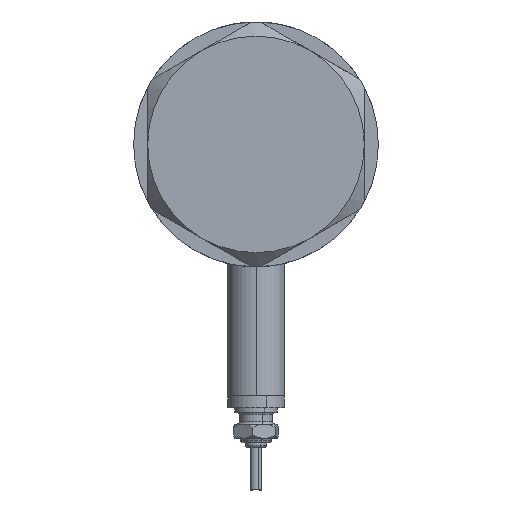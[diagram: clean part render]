
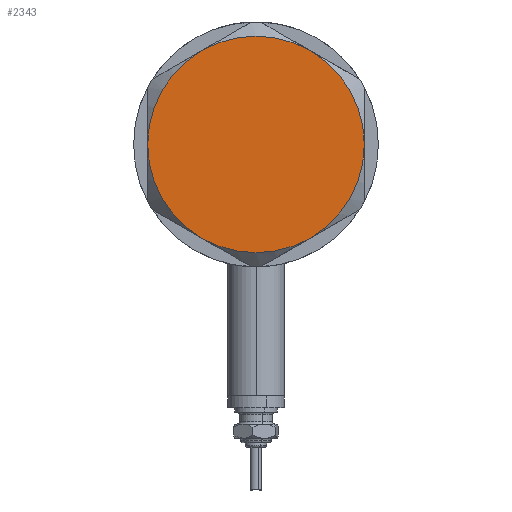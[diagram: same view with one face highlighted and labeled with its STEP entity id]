
A CAD part, left-side view. The second image highlights one B-rep face of the part: STEP entity #2343.
In plain terms, the highlighted face is planar.
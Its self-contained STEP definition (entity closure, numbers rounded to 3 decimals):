
#199 = AXIS2_PLACEMENT_3D ( 'NONE', #3042, #5014, #3973 ) ;
#411 = CARTESIAN_POINT ( 'NONE',  ( 0., 0., 9. ) ) ;
#496 = DIRECTION ( 'NONE',  ( 1., 0., 0. ) ) ;
#531 = DIRECTION ( 'NONE',  ( 0., 0., 1. ) ) ;
#562 = EDGE_CURVE ( 'NONE', #5975, #3779, #1803, .T. ) ;
#598 = CIRCLE ( 'NONE', #199, 23. ) ;
#656 = AXIS2_PLACEMENT_3D ( 'NONE', #2851, #3771, #2399 ) ;
#800 = EDGE_CURVE ( 'NONE', #5084, #5975, #2006, .T. ) ;
#904 = CARTESIAN_POINT ( 'NONE',  ( -11.5, -19.919, 9. ) ) ;
#1482 = CARTESIAN_POINT ( 'NONE',  ( 11.5, -19.919, 9. ) ) ;
#1687 = EDGE_CURVE ( 'NONE', #5711, #6238, #5796, .T. ) ;
#1803 = CIRCLE ( 'NONE', #3719, 23. ) ;
#1913 = ORIENTED_EDGE ( 'NONE', *, *, #562, .T. ) ;
#1923 = CARTESIAN_POINT ( 'NONE',  ( 0., 0., 9. ) ) ;
#2006 = CIRCLE ( 'NONE', #656, 23. ) ;
#2130 = ORIENTED_EDGE ( 'NONE', *, *, #4476, .T. ) ;
#2196 = CARTESIAN_POINT ( 'NONE',  ( 23., 0., 9. ) ) ;
#2218 = CARTESIAN_POINT ( 'NONE',  ( 0., 0., 9. ) ) ;
#2277 = VERTEX_POINT ( 'NONE', #2196 ) ;
#2296 = DIRECTION ( 'NONE',  ( 1., 0., 0. ) ) ;
#2297 = DIRECTION ( 'NONE',  ( 0., 0., 1. ) ) ;
#2343 = ADVANCED_FACE ( 'NONE', ( #3805 ), #3268, .T. ) ;
#2399 = DIRECTION ( 'NONE',  ( 1., 0., 0. ) ) ;
#2409 = AXIS2_PLACEMENT_3D ( 'NONE', #411, #3754, #2296 ) ;
#2561 = ORIENTED_EDGE ( 'NONE', *, *, #1687, .T. ) ;
#2656 = CIRCLE ( 'NONE', #5428, 23. ) ;
#2742 = DIRECTION ( 'NONE',  ( 1., 0., 0. ) ) ;
#2763 = DIRECTION ( 'NONE',  ( 1., 0., 0. ) ) ;
#2851 = CARTESIAN_POINT ( 'NONE',  ( 0., 0., 9. ) ) ;
#3042 = CARTESIAN_POINT ( 'NONE',  ( 0., 0., 9. ) ) ;
#3246 = CARTESIAN_POINT ( 'NONE',  ( -23., 0., 9. ) ) ;
#3249 = CARTESIAN_POINT ( 'NONE',  ( 0., 0., 9. ) ) ;
#3268 = PLANE ( 'NONE',  #6311 ) ;
#3426 = ORIENTED_EDGE ( 'NONE', *, *, #5365, .T. ) ;
#3539 = DIRECTION ( 'NONE',  ( 1., 0., 0. ) ) ;
#3576 = CARTESIAN_POINT ( 'NONE',  ( -11.5, 19.919, 9. ) ) ;
#3719 = AXIS2_PLACEMENT_3D ( 'NONE', #1923, #531, #496 ) ;
#3754 = DIRECTION ( 'NONE',  ( 0., 0., 1. ) ) ;
#3771 = DIRECTION ( 'NONE',  ( 0., 0., 1. ) ) ;
#3779 = VERTEX_POINT ( 'NONE', #3246 ) ;
#3805 = FACE_OUTER_BOUND ( 'NONE', #4163, .T. ) ;
#3880 = CIRCLE ( 'NONE', #6046, 23. ) ;
#3973 = DIRECTION ( 'NONE',  ( 1., 0., 0. ) ) ;
#4163 = EDGE_LOOP ( 'NONE', ( #3426, #5741, #5295, #1913, #2130, #2561 ) ) ;
#4207 = CARTESIAN_POINT ( 'NONE',  ( 0., 0., 9. ) ) ;
#4476 = EDGE_CURVE ( 'NONE', #3779, #5711, #598, .T. ) ;
#4937 = CARTESIAN_POINT ( 'NONE',  ( 11.5, 19.919, 9. ) ) ;
#5014 = DIRECTION ( 'NONE',  ( 0., 0., 1. ) ) ;
#5084 = VERTEX_POINT ( 'NONE', #4937 ) ;
#5268 = DIRECTION ( 'NONE',  ( 0., 0., 1. ) ) ;
#5295 = ORIENTED_EDGE ( 'NONE', *, *, #800, .T. ) ;
#5365 = EDGE_CURVE ( 'NONE', #6238, #2277, #2656, .T. ) ;
#5428 = AXIS2_PLACEMENT_3D ( 'NONE', #3249, #2297, #2742 ) ;
#5711 = VERTEX_POINT ( 'NONE', #904 ) ;
#5741 = ORIENTED_EDGE ( 'NONE', *, *, #5968, .T. ) ;
#5796 = CIRCLE ( 'NONE', #2409, 23. ) ;
#5968 = EDGE_CURVE ( 'NONE', #2277, #5084, #3880, .T. ) ;
#5975 = VERTEX_POINT ( 'NONE', #3576 ) ;
#6028 = DIRECTION ( 'NONE',  ( 0., 0., 1. ) ) ;
#6046 = AXIS2_PLACEMENT_3D ( 'NONE', #2218, #6028, #3539 ) ;
#6238 = VERTEX_POINT ( 'NONE', #1482 ) ;
#6311 = AXIS2_PLACEMENT_3D ( 'NONE', #4207, #5268, #2763 ) ;
